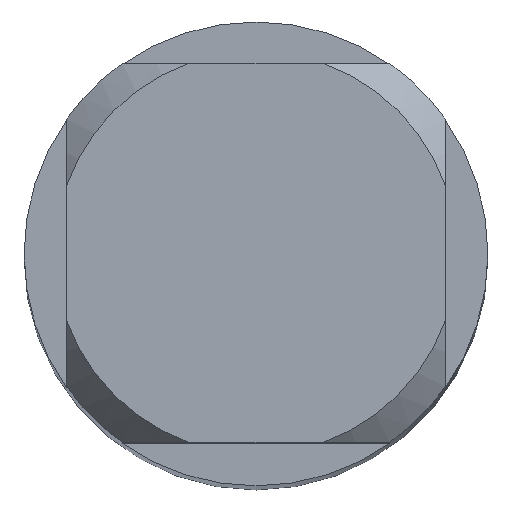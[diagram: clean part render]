
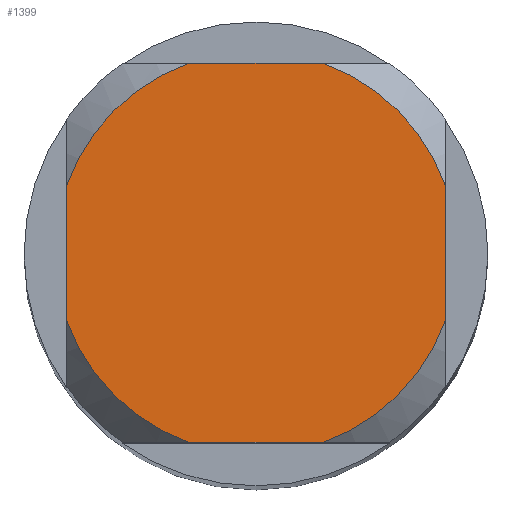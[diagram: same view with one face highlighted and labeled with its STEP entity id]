
A CAD part, top view. The second image highlights one B-rep face of the part: STEP entity #1399.
In plain terms, the highlighted planar face has unit normal (0, 0, 1).
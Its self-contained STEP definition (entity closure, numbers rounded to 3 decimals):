
#1307=EDGE_CURVE('',#1721,#2703,#3694,.T.);
#1397=EDGE_CURVE('',#2617,#3353,#3794,.T.);
#1399=ADVANCED_FACE('',(#3796),#3797,.T.);
#1415=VERTEX_POINT('',#3814);
#1721=VERTEX_POINT('',#4144);
#1765=EDGE_CURVE('',#1415,#3353,#4191,.T.);
#1809=EDGE_CURVE('',#1415,#2859,#4239,.T.);
#2129=EDGE_CURVE('',#2343,#2859,#4577,.T.);
#2157=EDGE_CURVE('',#2343,#2703,#4606,.T.);
#2343=VERTEX_POINT('',#4810);
#2425=EDGE_CURVE('',#2617,#3429,#4902,.T.);
#2617=VERTEX_POINT('',#5112);
#2703=VERTEX_POINT('',#5209);
#2859=VERTEX_POINT('',#5380);
#3353=VERTEX_POINT('',#5924);
#3429=VERTEX_POINT('',#6012);
#3507=EDGE_CURVE('',#1721,#3429,#6095,.T.);
#3694=CIRCLE('',#6426,2.6);
#3794=LINE('',#6582,#6583);
#3796=FACE_OUTER_BOUND('',#6585,.T.);
#3797=PLANE('',#6586);
#3814=CARTESIAN_POINT('',(-0.87,-2.45,0.0));
#4144=CARTESIAN_POINT('',(0.87,2.45,0.0));
#4191=CIRCLE('',#7725,2.6);
#4239=LINE('',#7803,#7804);
#4577=CIRCLE('',#8637,2.6);
#4606=LINE('',#8714,#8715);
#4810=CARTESIAN_POINT('',(2.45,-0.87,0.0));
#4902=CIRCLE('',#9700,2.6);
#5112=CARTESIAN_POINT('',(-2.45,0.87,0.0));
#5209=CARTESIAN_POINT('',(2.45,0.87,0.0));
#5380=CARTESIAN_POINT('',(0.87,-2.45,0.0));
#5924=CARTESIAN_POINT('',(-2.45,-0.87,0.0));
#6012=CARTESIAN_POINT('',(-0.87,2.45,0.0));
#6095=LINE('',#12916,#12917);
#6426=AXIS2_PLACEMENT_3D('',#13285,#13286,#13287);
#6582=CARTESIAN_POINT('',(-2.45,0.65,0.0));
#6583=VECTOR('',#13414,1.0);
#6585=EDGE_LOOP('',(#13416,#13417,#13418,#13419,#13420,#13421,#13422,#13423));
#6586=AXIS2_PLACEMENT_3D('',#13424,#13425,#13426);
#7725=AXIS2_PLACEMENT_3D('',#13909,#13910,#13911);
#7803=CARTESIAN_POINT('',(0.0,-2.45,0.0));
#7804=VECTOR('',#13960,1.0);
#8637=AXIS2_PLACEMENT_3D('',#14208,#14209,#14210);
#8714=CARTESIAN_POINT('',(2.45,0.65,0.0));
#8715=VECTOR('',#14228,1.0);
#9700=AXIS2_PLACEMENT_3D('',#14508,#14509,#14510);
#12916=CARTESIAN_POINT('',(0.0,2.45,0.0));
#12917=VECTOR('',#15953,1.0);
#13285=CARTESIAN_POINT('',(0.0,0.0,0.0));
#13286=DIRECTION('',(0.0,0.0,-1.0));
#13287=DIRECTION('',(0.0,1.0,0.0));
#13414=DIRECTION('',(-0.0,-1.0,0.0));
#13416=ORIENTED_EDGE('',*,*,#1397,.T.);
#13417=ORIENTED_EDGE('',*,*,#1765,.F.);
#13418=ORIENTED_EDGE('',*,*,#1809,.T.);
#13419=ORIENTED_EDGE('',*,*,#2129,.F.);
#13420=ORIENTED_EDGE('',*,*,#2157,.T.);
#13421=ORIENTED_EDGE('',*,*,#1307,.F.);
#13422=ORIENTED_EDGE('',*,*,#3507,.T.);
#13423=ORIENTED_EDGE('',*,*,#2425,.F.);
#13424=CARTESIAN_POINT('',(0.0,1.3,0.0));
#13425=DIRECTION('',(-0.0,0.0,1.0));
#13426=DIRECTION('',(0.0,-1.0,0.0));
#13909=CARTESIAN_POINT('',(0.0,0.0,0.0));
#13910=DIRECTION('',(0.0,0.0,-1.0));
#13911=DIRECTION('',(0.0,1.0,0.0));
#13960=DIRECTION('',(1.0,0.0,0.0));
#14208=CARTESIAN_POINT('',(0.0,0.0,0.0));
#14209=DIRECTION('',(0.0,0.0,-1.0));
#14210=DIRECTION('',(0.0,1.0,0.0));
#14228=DIRECTION('',(-0.0,1.0,0.0));
#14508=CARTESIAN_POINT('',(0.0,0.0,0.0));
#14509=DIRECTION('',(0.0,0.0,-1.0));
#14510=DIRECTION('',(0.0,1.0,0.0));
#15953=DIRECTION('',(-1.0,0.0,0.0));
